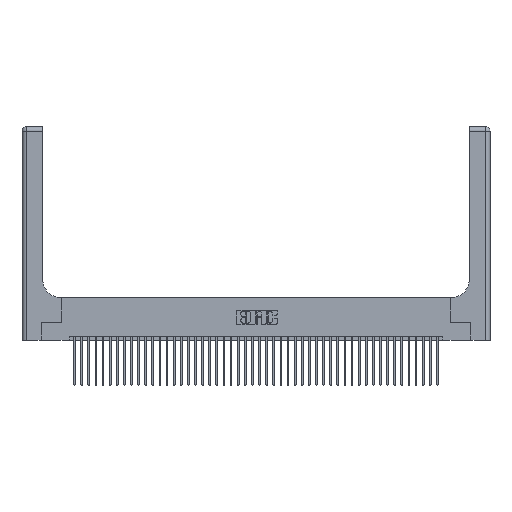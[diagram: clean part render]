
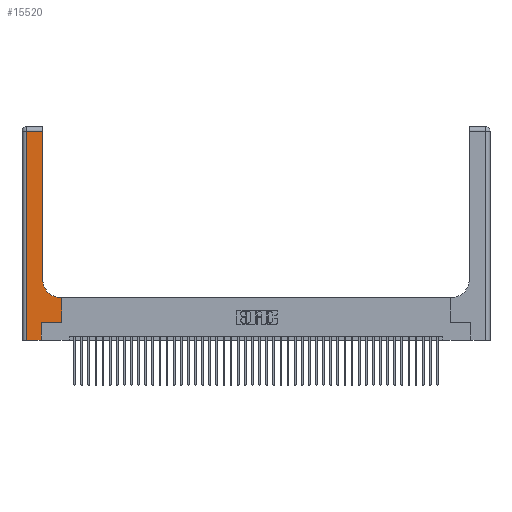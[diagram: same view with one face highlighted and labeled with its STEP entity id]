
A CAD part, top view. The second image highlights one B-rep face of the part: STEP entity #15520.
In plain terms, the highlighted planar face has unit normal (0, 0, 1).
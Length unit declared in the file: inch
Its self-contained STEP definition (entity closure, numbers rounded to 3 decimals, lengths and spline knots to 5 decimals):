
#723 = DIRECTION ( 'NONE',  ( -1., 0., 0. ) ) ;
#1123 = LINE ( 'NONE', #31577, #33065 ) ;
#1750 = ORIENTED_EDGE ( 'NONE', *, *, #9394, .T. ) ;
#1789 = EDGE_CURVE ( 'NONE', #41973, #44072, #32780, .T. ) ;
#1842 = CARTESIAN_POINT ( 'NONE',  ( 0., 0., 0.37 ) ) ;
#4052 = DIRECTION ( 'NONE',  ( 0., -1., 0. ) ) ;
#4359 = CARTESIAN_POINT ( 'NONE',  ( 0.2915, 0.85, 0.37 ) ) ;
#4523 = CARTESIAN_POINT ( 'NONE',  ( 0., 3., 0.37 ) ) ;
#4748 = DIRECTION ( 'NONE',  ( 1., 0., 0. ) ) ;
#5966 = DIRECTION ( 'NONE',  ( 0., 1., 0. ) ) ;
#7351 = VERTEX_POINT ( 'NONE', #32536 ) ;
#8158 = VERTEX_POINT ( 'NONE', #25386 ) ;
#8421 = ORIENTED_EDGE ( 'NONE', *, *, #21446, .T. ) ;
#9394 = EDGE_CURVE ( 'NONE', #23368, #7351, #20218, .T. ) ;
#9435 = VECTOR ( 'NONE', #4748, 39.37008 ) ;
#9856 = EDGE_CURVE ( 'NONE', #39093, #8158, #10952, .T. ) ;
#10236 = VECTOR ( 'NONE', #5966, 39.37008 ) ;
#10398 = EDGE_CURVE ( 'NONE', #26400, #21545, #43398, .T. ) ;
#10820 = CIRCLE ( 'NONE', #36608, 0.25 ) ;
#10952 = LINE ( 'NONE', #16758, #14146 ) ;
#11408 = EDGE_CURVE ( 'NONE', #21545, #42250, #10820, .T. ) ;
#12030 = CARTESIAN_POINT ( 'NONE',  ( 0.5415, 0.85, 0.37 ) ) ;
#12326 = DIRECTION ( 'NONE',  ( 0., 1., 0. ) ) ;
#13433 = LINE ( 'NONE', #23360, #37822 ) ;
#13500 = VECTOR ( 'NONE', #12326, 39.37008 ) ;
#14031 = LINE ( 'NONE', #43313, #13500 ) ;
#14146 = VECTOR ( 'NONE', #16913, 39.37008 ) ;
#14282 = VECTOR ( 'NONE', #29475, 39.37008 ) ;
#15520 = ADVANCED_FACE ( 'NONE', ( #25206 ), #21369, .F. ) ;
#16522 = DIRECTION ( 'NONE',  ( 0., 0., -1. ) ) ;
#16689 = LINE ( 'NONE', #40999, #10236 ) ;
#16747 = DIRECTION ( 'NONE',  ( -1., 0., 0. ) ) ;
#16758 = CARTESIAN_POINT ( 'NONE',  ( 0., 2.94, 0.37 ) ) ;
#16913 = DIRECTION ( 'NONE',  ( -1., 0., 0. ) ) ;
#17784 = AXIS2_PLACEMENT_3D ( 'NONE', #4523, #32018, #723 ) ;
#18732 = CARTESIAN_POINT ( 'NONE',  ( 0.269, 0.25, 0.37 ) ) ;
#20218 = LINE ( 'NONE', #21921, #9435 ) ;
#21167 = DIRECTION ( 'NONE',  ( 0., 1., 0. ) ) ;
#21369 = PLANE ( 'NONE',  #17784 ) ;
#21446 = EDGE_CURVE ( 'NONE', #8158, #41973, #1123, .T. ) ;
#21545 = VERTEX_POINT ( 'NONE', #38907 ) ;
#21921 = CARTESIAN_POINT ( 'NONE',  ( 0.269, 0.25, 0.37 ) ) ;
#22415 = EDGE_CURVE ( 'NONE', #7351, #26400, #13433, .T. ) ;
#23205 = DIRECTION ( 'NONE',  ( 1., 0., 0. ) ) ;
#23333 = CARTESIAN_POINT ( 'NONE',  ( 0.2915, 2.94, 0.37 ) ) ;
#23334 = ORIENTED_EDGE ( 'NONE', *, *, #22415, .T. ) ;
#23360 = CARTESIAN_POINT ( 'NONE',  ( 0.5585, 0.25, 0.37 ) ) ;
#23368 = VERTEX_POINT ( 'NONE', #18732 ) ;
#23873 = CARTESIAN_POINT ( 'NONE',  ( 0.06, 0., 0.37 ) ) ;
#25206 = FACE_OUTER_BOUND ( 'NONE', #38513, .T. ) ;
#25386 = CARTESIAN_POINT ( 'NONE',  ( 0.06, 2.94, 0.37 ) ) ;
#25688 = ORIENTED_EDGE ( 'NONE', *, *, #44579, .T. ) ;
#26400 = VERTEX_POINT ( 'NONE', #43693 ) ;
#26503 = ORIENTED_EDGE ( 'NONE', *, *, #10398, .T. ) ;
#27706 = VECTOR ( 'NONE', #16747, 39.37008 ) ;
#28766 = ORIENTED_EDGE ( 'NONE', *, *, #11408, .T. ) ;
#29456 = ORIENTED_EDGE ( 'NONE', *, *, #34780, .T. ) ;
#29475 = DIRECTION ( 'NONE',  ( 1., 0., 0. ) ) ;
#30035 = ORIENTED_EDGE ( 'NONE', *, *, #9856, .T. ) ;
#30428 = CARTESIAN_POINT ( 'NONE',  ( 0.2915, 0.6, 0.37 ) ) ;
#31577 = CARTESIAN_POINT ( 'NONE',  ( 0.06, 3., 0.37 ) ) ;
#32018 = DIRECTION ( 'NONE',  ( 0., 0., -1. ) ) ;
#32536 = CARTESIAN_POINT ( 'NONE',  ( 0.5585, 0.25, 0.37 ) ) ;
#32780 = LINE ( 'NONE', #1842, #14282 ) ;
#33065 = VECTOR ( 'NONE', #4052, 39.37008 ) ;
#34780 = EDGE_CURVE ( 'NONE', #44072, #23368, #14031, .T. ) ;
#36608 = AXIS2_PLACEMENT_3D ( 'NONE', #12030, #16522, #23205 ) ;
#37822 = VECTOR ( 'NONE', #21167, 39.37008 ) ;
#38513 = EDGE_LOOP ( 'NONE', ( #25688, #30035, #8421, #42699, #29456, #1750, #23334, #26503, #28766 ) ) ;
#38907 = CARTESIAN_POINT ( 'NONE',  ( 0.5415, 0.6, 0.37 ) ) ;
#39093 = VERTEX_POINT ( 'NONE', #23333 ) ;
#40999 = CARTESIAN_POINT ( 'NONE',  ( 0.2915, 3., 0.37 ) ) ;
#41053 = CARTESIAN_POINT ( 'NONE',  ( 0.269, 0., 0.37 ) ) ;
#41973 = VERTEX_POINT ( 'NONE', #23873 ) ;
#42250 = VERTEX_POINT ( 'NONE', #4359 ) ;
#42699 = ORIENTED_EDGE ( 'NONE', *, *, #1789, .T. ) ;
#43313 = CARTESIAN_POINT ( 'NONE',  ( 0.269, 0., 0.37 ) ) ;
#43398 = LINE ( 'NONE', #30428, #27706 ) ;
#43693 = CARTESIAN_POINT ( 'NONE',  ( 0.5585, 0.6, 0.37 ) ) ;
#44072 = VERTEX_POINT ( 'NONE', #41053 ) ;
#44579 = EDGE_CURVE ( 'NONE', #42250, #39093, #16689, .T. ) ;
